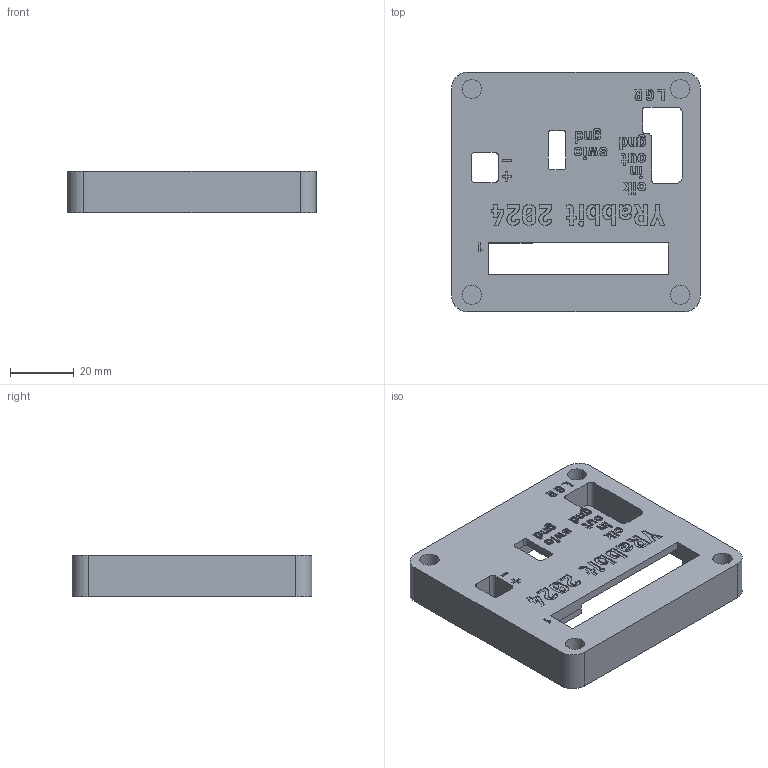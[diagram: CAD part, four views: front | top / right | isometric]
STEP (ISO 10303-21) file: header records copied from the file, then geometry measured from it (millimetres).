
FILE_DESCRIPTION(('FreeCAD Model'),'2;1');
FILE_NAME('Open CASCADE Shape Model','2024-01-04T14:08:54',(''),(''), 'Open CASCADE STEP processor 7.7','FreeCAD','Unknown');
FILE_SCHEMA(('AUTOMOTIVE_DESIGN { 1 0 10303 214 1 1 1 1 }'));
Length unit declared in the file: millimetre
Products named in the file (1): top
Bounding box: 78 x 75.2 x 13 mm (x, y, z)
Volume: 39887.9 mm3; surface area: 18071.6 mm2
Topology: 1 solids, 1 shells, 1224 faces, 3482 edges, 2317 vertices
Faces by surface type: extrusion 812, plane 386, cylinder 26
Full cylindrical faces by diameter (mm): 3.3 x4, 6 x4
Entity records: 40637 total; most frequent: CARTESIAN_POINT 11896, ORIENTED_EDGE 6964, DIRECTION 3549, EDGE_CURVE 3482, VECTOR 2617, B_SPLINE_CURVE_WITH_KNOTS 2436, VERTEX_POINT 2317, LINE 1805
